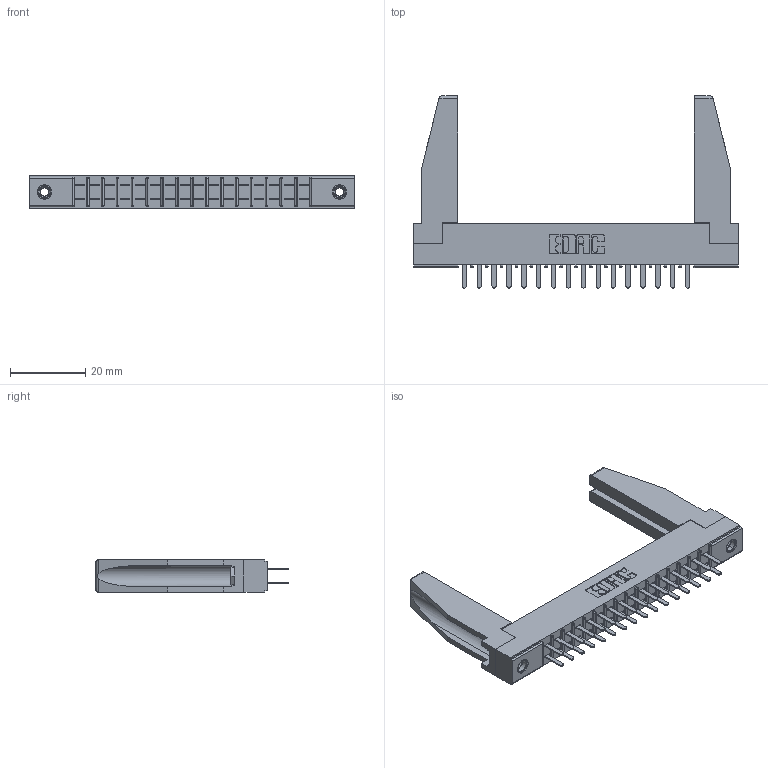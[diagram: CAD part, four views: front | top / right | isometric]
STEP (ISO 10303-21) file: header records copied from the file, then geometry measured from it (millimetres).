
FILE_DESCRIPTION (( 'STEP AP203' ), '1' );
FILE_NAME ('305-032-520-578.STEP', '2019-09-09T16:38:00', ( '' ), ( '' ), 'SwSTEP 2.0', 'SolidWorks 2016', '' );
FILE_SCHEMA (( 'CONFIG_CONTROL_DESIGN' ));
Length unit declared in the file: inch
Products named in the file (5): 305 Part_.156 Dia; 305-290-001_520; 305-032-520-578; 307-220-078; 345-250-001_345-250-001-102
Assembly tree (37 placements, depth 2):
  305-032-520-578
    305 Part_.156 Dia
    305-290-001_520  x32
    345-250-001_345-250-001-102  x2
    307-220-078  x2
Bounding box: 86.41 x 51.13 x 8.71 mm (x, y, z)
Volume: 9192.5 mm3; surface area: 13822.5 mm2
Topology: 37 solids, 37 shells, 1718 faces, 4854 edges, 3140 vertices
Faces by surface type: plane 1016, cylinder 622, sphere 64, cone 12, torus 4
Entity records: 22808 total; most frequent: CARTESIAN_POINT 3780, ORIENTED_EDGE 3706, DIRECTION 3635, EDGE_CURVE 1853, LINE 1469, VECTOR 1469, VERTEX_POINT 1186, AXIS2_PLACEMENT_3D 1083
